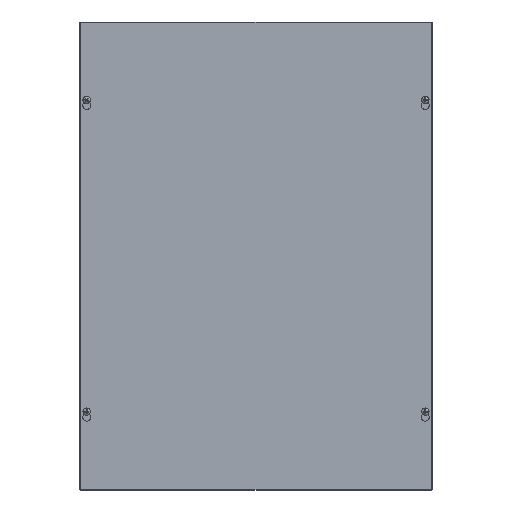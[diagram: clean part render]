
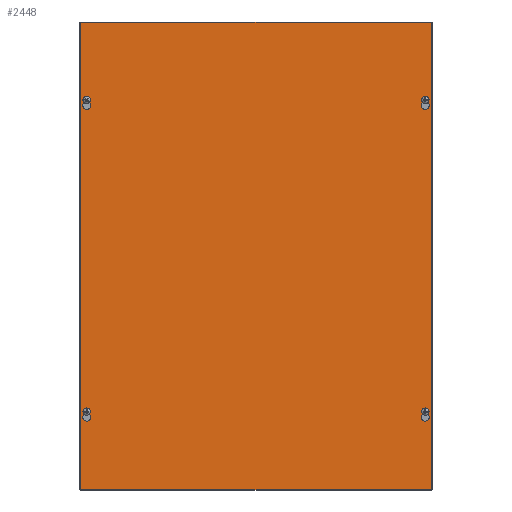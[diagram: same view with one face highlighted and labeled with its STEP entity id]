
A CAD part, top view. The second image highlights one B-rep face of the part: STEP entity #2448.
In plain terms, the highlighted planar face has unit normal (0, 0, 1).
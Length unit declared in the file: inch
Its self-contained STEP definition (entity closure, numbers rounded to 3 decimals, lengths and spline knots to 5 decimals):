
#179=PLANE('',#2652);
#336=LINE('',#3911,#540);
#340=LINE('',#3923,#544);
#344=LINE('',#3935,#548);
#348=LINE('',#3947,#552);
#352=LINE('',#3959,#556);
#356=LINE('',#3971,#560);
#360=LINE('',#3983,#564);
#364=LINE('',#3995,#568);
#366=LINE('',#4003,#570);
#370=LINE('',#4011,#574);
#373=LINE('',#4017,#577);
#376=LINE('',#4022,#580);
#540=VECTOR('',#3125,0.26996);
#544=VECTOR('',#3137,0.26996);
#548=VECTOR('',#3149,0.26996);
#552=VECTOR('',#3161,0.26996);
#556=VECTOR('',#3173,0.26996);
#560=VECTOR('',#3185,0.26996);
#564=VECTOR('',#3197,0.26996);
#568=VECTOR('',#3209,0.26996);
#570=VECTOR('',#3219,24.);
#574=VECTOR('',#3225,18.);
#577=VECTOR('',#3230,24.);
#580=VECTOR('',#3235,18.);
#633=FACE_BOUND('',#917,.T.);
#634=FACE_BOUND('',#918,.T.);
#635=FACE_BOUND('',#919,.T.);
#636=FACE_BOUND('',#920,.T.);
#637=FACE_BOUND('',#921,.T.);
#917=EDGE_LOOP('',(#2033,#2034,#2035,#2036));
#918=EDGE_LOOP('',(#2037,#2038,#2039,#2040));
#919=EDGE_LOOP('',(#2041,#2042,#2043,#2044));
#920=EDGE_LOOP('',(#2045,#2046,#2047,#2048));
#921=EDGE_LOOP('',(#2049,#2050,#2051,#2052));
#995=CIRCLE('',#2618,0.203);
#997=CIRCLE('',#2622,0.125);
#999=CIRCLE('',#2626,0.203);
#1001=CIRCLE('',#2630,0.125);
#1003=CIRCLE('',#2634,0.203);
#1005=CIRCLE('',#2638,0.125);
#1007=CIRCLE('',#2642,0.203);
#1009=CIRCLE('',#2646,0.125);
#1149=VERTEX_POINT('',#3908);
#1150=VERTEX_POINT('',#3910);
#1152=VERTEX_POINT('',#3916);
#1154=VERTEX_POINT('',#3922);
#1157=VERTEX_POINT('',#3932);
#1158=VERTEX_POINT('',#3934);
#1160=VERTEX_POINT('',#3940);
#1162=VERTEX_POINT('',#3946);
#1165=VERTEX_POINT('',#3956);
#1166=VERTEX_POINT('',#3958);
#1168=VERTEX_POINT('',#3964);
#1170=VERTEX_POINT('',#3970);
#1173=VERTEX_POINT('',#3980);
#1174=VERTEX_POINT('',#3982);
#1176=VERTEX_POINT('',#3988);
#1178=VERTEX_POINT('',#3994);
#1179=VERTEX_POINT('',#4001);
#1180=VERTEX_POINT('',#4002);
#1183=VERTEX_POINT('',#4010);
#1185=VERTEX_POINT('',#4016);
#1426=EDGE_CURVE('',#1150,#1149,#336,.T.);
#1429=EDGE_CURVE('',#1152,#1150,#995,.T.);
#1432=EDGE_CURVE('',#1154,#1152,#340,.T.);
#1435=EDGE_CURVE('',#1149,#1154,#997,.T.);
#1438=EDGE_CURVE('',#1158,#1157,#344,.T.);
#1441=EDGE_CURVE('',#1160,#1158,#999,.T.);
#1444=EDGE_CURVE('',#1162,#1160,#348,.T.);
#1447=EDGE_CURVE('',#1157,#1162,#1001,.T.);
#1450=EDGE_CURVE('',#1166,#1165,#352,.T.);
#1453=EDGE_CURVE('',#1168,#1166,#1003,.T.);
#1456=EDGE_CURVE('',#1170,#1168,#356,.T.);
#1459=EDGE_CURVE('',#1165,#1170,#1005,.T.);
#1462=EDGE_CURVE('',#1174,#1173,#360,.T.);
#1465=EDGE_CURVE('',#1176,#1174,#1007,.T.);
#1468=EDGE_CURVE('',#1178,#1176,#364,.T.);
#1471=EDGE_CURVE('',#1173,#1178,#1009,.T.);
#1472=EDGE_CURVE('',#1179,#1180,#366,.T.);
#1476=EDGE_CURVE('',#1180,#1183,#370,.T.);
#1479=EDGE_CURVE('',#1183,#1185,#373,.T.);
#1482=EDGE_CURVE('',#1185,#1179,#376,.T.);
#2033=ORIENTED_EDGE('',*,*,#1426,.T.);
#2034=ORIENTED_EDGE('',*,*,#1435,.T.);
#2035=ORIENTED_EDGE('',*,*,#1432,.T.);
#2036=ORIENTED_EDGE('',*,*,#1429,.T.);
#2037=ORIENTED_EDGE('',*,*,#1438,.T.);
#2038=ORIENTED_EDGE('',*,*,#1447,.T.);
#2039=ORIENTED_EDGE('',*,*,#1444,.T.);
#2040=ORIENTED_EDGE('',*,*,#1441,.T.);
#2041=ORIENTED_EDGE('',*,*,#1450,.T.);
#2042=ORIENTED_EDGE('',*,*,#1459,.T.);
#2043=ORIENTED_EDGE('',*,*,#1456,.T.);
#2044=ORIENTED_EDGE('',*,*,#1453,.T.);
#2045=ORIENTED_EDGE('',*,*,#1462,.T.);
#2046=ORIENTED_EDGE('',*,*,#1471,.T.);
#2047=ORIENTED_EDGE('',*,*,#1468,.T.);
#2048=ORIENTED_EDGE('',*,*,#1465,.T.);
#2049=ORIENTED_EDGE('',*,*,#1472,.F.);
#2050=ORIENTED_EDGE('',*,*,#1482,.F.);
#2051=ORIENTED_EDGE('',*,*,#1479,.F.);
#2052=ORIENTED_EDGE('',*,*,#1476,.F.);
#2448=ADVANCED_FACE('',(#633,#634,#635,#636,#637),#179,.T.);
#2618=AXIS2_PLACEMENT_3D('',#3917,#3131,#3132);
#2622=AXIS2_PLACEMENT_3D('',#3927,#3143,#3144);
#2626=AXIS2_PLACEMENT_3D('',#3941,#3155,#3156);
#2630=AXIS2_PLACEMENT_3D('',#3951,#3167,#3168);
#2634=AXIS2_PLACEMENT_3D('',#3965,#3179,#3180);
#2638=AXIS2_PLACEMENT_3D('',#3975,#3191,#3192);
#2642=AXIS2_PLACEMENT_3D('',#3989,#3203,#3204);
#2646=AXIS2_PLACEMENT_3D('',#3999,#3215,#3216);
#2652=AXIS2_PLACEMENT_3D('',#4025,#3239,#3240);
#3125=DIRECTION('',(0.278,0.961,0.));
#3131=DIRECTION('center_axis',(0.,0.,-1.));
#3132=DIRECTION('ref_axis',(-0.961,0.278,0.));
#3137=DIRECTION('',(0.278,-0.961,0.));
#3143=DIRECTION('center_axis',(0.,0.,-1.));
#3144=DIRECTION('ref_axis',(0.961,0.278,0.));
#3149=DIRECTION('',(0.278,0.961,0.));
#3155=DIRECTION('center_axis',(0.,0.,-1.));
#3156=DIRECTION('ref_axis',(-0.961,0.278,0.));
#3161=DIRECTION('',(0.278,-0.961,0.));
#3167=DIRECTION('center_axis',(0.,0.,-1.));
#3168=DIRECTION('ref_axis',(0.961,0.278,0.));
#3173=DIRECTION('',(0.278,0.961,0.));
#3179=DIRECTION('center_axis',(0.,0.,-1.));
#3180=DIRECTION('ref_axis',(-0.961,0.278,0.));
#3185=DIRECTION('',(0.278,-0.961,0.));
#3191=DIRECTION('center_axis',(0.,0.,-1.));
#3192=DIRECTION('ref_axis',(0.961,0.278,0.));
#3197=DIRECTION('',(0.278,0.961,0.));
#3203=DIRECTION('center_axis',(0.,0.,-1.));
#3204=DIRECTION('ref_axis',(-0.961,0.278,0.));
#3209=DIRECTION('',(0.278,-0.961,0.));
#3215=DIRECTION('center_axis',(0.,0.,-1.));
#3216=DIRECTION('ref_axis',(0.961,0.278,0.));
#3219=DIRECTION('',(0.,1.,0.));
#3225=DIRECTION('',(1.,0.,0.));
#3230=DIRECTION('',(0.,-1.,0.));
#3235=DIRECTION('',(-1.,0.,0.));
#3239=DIRECTION('center_axis',(0.,0.,1.));
#3240=DIRECTION('ref_axis',(1.,0.,0.));
#3908=CARTESIAN_POINT('',(17.56741,4.0347,0.0625));
#3910=CARTESIAN_POINT('',(17.49248,3.77535,0.0625));
#3911=CARTESIAN_POINT('',(18.29941,6.56814,0.0625));
#3916=CARTESIAN_POINT('',(17.88252,3.77535,0.0625));
#3917=CARTESIAN_POINT('Origin',(17.6875,3.719,0.0625));
#3922=CARTESIAN_POINT('',(17.80759,4.0347,0.0625));
#3923=CARTESIAN_POINT('',(16.44368,8.75518,0.0625));
#3927=CARTESIAN_POINT('Origin',(17.6875,4.,0.0625));
#3932=CARTESIAN_POINT('',(0.19241,4.0347,0.0625));
#3934=CARTESIAN_POINT('',(0.11748,3.77535,0.0625));
#3935=CARTESIAN_POINT('',(1.59379,8.88485,0.0625));
#3940=CARTESIAN_POINT('',(0.50752,3.77535,0.0625));
#3941=CARTESIAN_POINT('Origin',(0.3125,3.719,0.0625));
#3946=CARTESIAN_POINT('',(0.43259,4.0347,0.0625));
#3947=CARTESIAN_POINT('',(-0.26194,6.43846,0.0625));
#3951=CARTESIAN_POINT('Origin',(0.3125,4.,0.0625));
#3956=CARTESIAN_POINT('',(17.56741,20.0347,0.0625));
#3958=CARTESIAN_POINT('',(17.49248,19.77535,0.0625));
#3959=CARTESIAN_POINT('',(16.16604,15.18454,0.0625));
#3964=CARTESIAN_POINT('',(17.88252,19.77535,0.0625));
#3965=CARTESIAN_POINT('Origin',(17.6875,19.719,0.0625));
#3970=CARTESIAN_POINT('',(17.80759,20.0347,0.0625));
#3971=CARTESIAN_POINT('',(18.57705,17.37158,0.0625));
#3975=CARTESIAN_POINT('Origin',(17.6875,20.,0.0625));
#3980=CARTESIAN_POINT('',(0.19241,20.0347,0.0625));
#3982=CARTESIAN_POINT('',(0.11748,19.77535,0.0625));
#3983=CARTESIAN_POINT('',(-0.53959,17.50126,0.0625));
#3988=CARTESIAN_POINT('',(0.50752,19.77535,0.0625));
#3989=CARTESIAN_POINT('Origin',(0.3125,19.719,0.0625));
#3994=CARTESIAN_POINT('',(0.43259,20.0347,0.0625));
#3995=CARTESIAN_POINT('',(1.87143,15.05487,0.0625));
#3999=CARTESIAN_POINT('Origin',(0.3125,20.,0.0625));
#4001=CARTESIAN_POINT('',(0.,0.,0.0625));
#4002=CARTESIAN_POINT('',(0.,24.,0.0625));
#4003=CARTESIAN_POINT('',(0.,24.,0.0625));
#4010=CARTESIAN_POINT('',(18.,24.,0.0625));
#4011=CARTESIAN_POINT('',(18.,24.,0.0625));
#4016=CARTESIAN_POINT('',(18.,0.,0.0625));
#4017=CARTESIAN_POINT('',(18.,0.,0.0625));
#4022=CARTESIAN_POINT('',(0.,0.,0.0625));
#4025=CARTESIAN_POINT('Origin',(9.,12.,0.0625));
